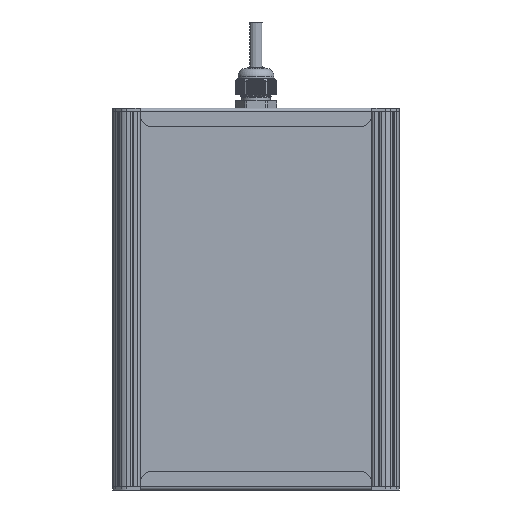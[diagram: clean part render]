
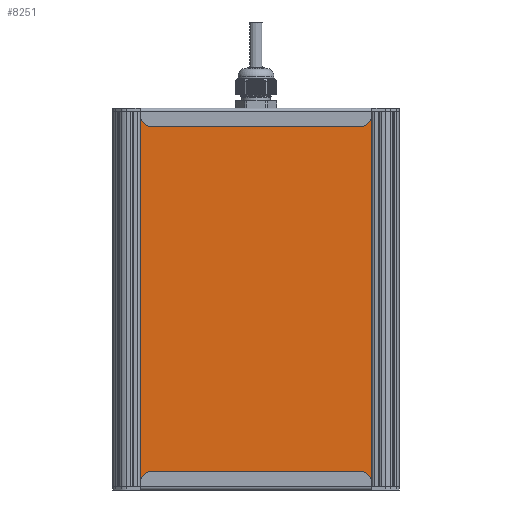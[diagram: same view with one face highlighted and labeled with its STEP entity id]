
A CAD part, front view. The second image highlights one B-rep face of the part: STEP entity #8251.
In plain terms, the highlighted face is planar.
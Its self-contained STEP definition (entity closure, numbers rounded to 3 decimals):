
#8251=ADVANCED_FACE('',(#21897),#21899,.T.);
#21897=FACE_BOUND('',#21898,.T.);
#21898=EDGE_LOOP('',(#48431,#48432,#48433,#48434));
#21899=PLANE('',#21900);
#21900=AXIS2_PLACEMENT_3D('',#21901,#21902,#21903);
#21901=CARTESIAN_POINT('',(2111.497,401.002,-34.582));
#21902=DIRECTION('',(0.,0.,-1.));
#21903=DIRECTION('',(0.,1.,0.));
#48431=ORIENTED_EDGE('',*,*,#55020,.T.);
#48432=ORIENTED_EDGE('',*,*,#55019,.F.);
#48433=ORIENTED_EDGE('',*,*,#55021,.F.);
#48434=ORIENTED_EDGE('',*,*,#55022,.T.);
#55019=EDGE_CURVE('',#60613,#60611,#60615,.T.);
#55020=EDGE_CURVE('',#60616,#60611,#60617,.T.);
#55021=EDGE_CURVE('',#60618,#60613,#60619,.T.);
#55022=EDGE_CURVE('',#60618,#60616,#60620,.T.);
#60611=VERTEX_POINT('',#78331);
#60613=VERTEX_POINT('',#78335);
#60615=LINE('',#78339,#78340);
#60616=VERTEX_POINT('',#78342);
#60617=LINE('',#78343,#78344);
#60618=VERTEX_POINT('',#78346);
#60619=LINE('',#78347,#78348);
#60620=LINE('',#78350,#78351);
#78331=CARTESIAN_POINT('',(2357.497,401.002,-34.582));
#78335=CARTESIAN_POINT('',(2111.497,401.002,-34.582));
#78339=CARTESIAN_POINT('',(2111.497,401.002,-34.582));
#78340=VECTOR('',#78341,1.);
#78341=DIRECTION('',(1.,0.,0.));
#78342=CARTESIAN_POINT('',(2357.497,565.13,-34.582));
#78343=CARTESIAN_POINT('',(2357.497,565.13,-34.582));
#78344=VECTOR('',#78345,1.);
#78345=DIRECTION('',(0.,-1.,0.));
#78346=CARTESIAN_POINT('',(2111.497,565.13,-34.582));
#78347=CARTESIAN_POINT('',(2111.497,565.13,-34.582));
#78348=VECTOR('',#78349,1.);
#78349=DIRECTION('',(0.,-1.,0.));
#78350=CARTESIAN_POINT('',(2111.497,565.13,-34.582));
#78351=VECTOR('',#78352,1.);
#78352=DIRECTION('',(1.,0.,0.));
